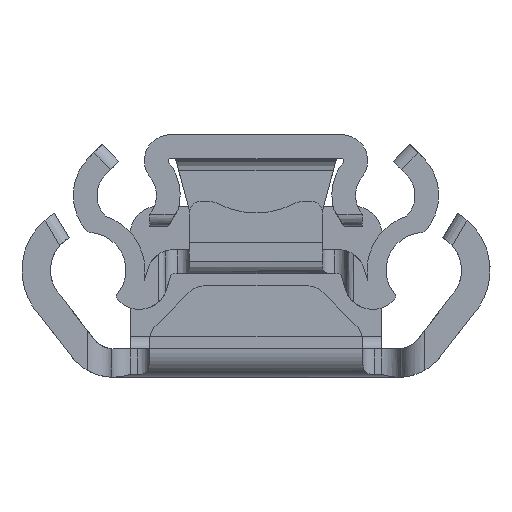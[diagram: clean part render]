
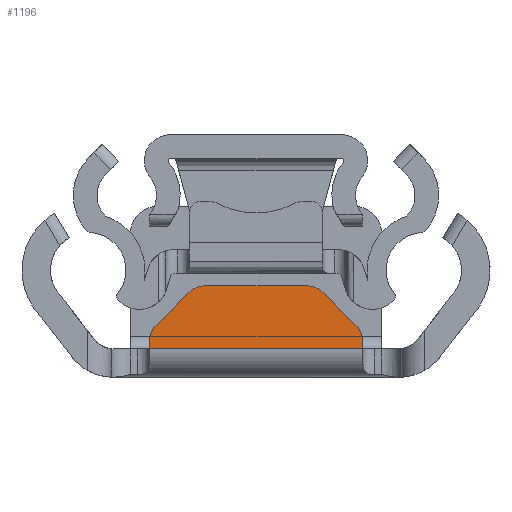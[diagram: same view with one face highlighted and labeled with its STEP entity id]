
A CAD part, left-side view. The second image highlights one B-rep face of the part: STEP entity #1196.
In plain terms, the highlighted planar face has unit normal (-1, 0, 0).
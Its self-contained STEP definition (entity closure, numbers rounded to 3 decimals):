
#14 = LINE ( 'NONE', #1194, #2978 ) ;
#62 = LINE ( 'NONE', #4857, #4924 ) ;
#208 = EDGE_CURVE ( 'NONE', #1598, #6518, #14, .T. ) ;
#219 = CARTESIAN_POINT ( 'NONE',  ( 1.3, 4.5, 1.2 ) ) ;
#430 = CIRCLE ( 'NONE', #7698, 1. ) ;
#523 = DIRECTION ( 'NONE',  ( 0., 0., 1. ) ) ;
#584 = CARTESIAN_POINT ( 'NONE',  ( 1.3, 4.5, 1.468 ) ) ;
#620 = CIRCLE ( 'NONE', #1523, 1. ) ;
#733 = CARTESIAN_POINT ( 'NONE',  ( 1.3, -4.207, 2.175 ) ) ;
#737 = DIRECTION ( 'NONE',  ( -1., 0., 0. ) ) ;
#896 = FACE_OUTER_BOUND ( 'NONE', #3355, .T. ) ;
#994 = CARTESIAN_POINT ( 'NONE',  ( 1.3, 2.825, 3.557 ) ) ;
#1129 = CARTESIAN_POINT ( 'NONE',  ( 1.3, -2.825, 3.557 ) ) ;
#1194 = CARTESIAN_POINT ( 'NONE',  ( 1.3, 0., 3.85 ) ) ;
#1196 = ADVANCED_FACE ( 'NONE', ( #896 ), #3760, .T. ) ;
#1234 = DIRECTION ( 'NONE',  ( 0., -1., 0. ) ) ;
#1235 = CARTESIAN_POINT ( 'NONE',  ( 1.3, -2.118, 3.85 ) ) ;
#1255 = ORIENTED_EDGE ( 'NONE', *, *, #1557, .T. ) ;
#1316 = CARTESIAN_POINT ( 'NONE',  ( 1.3, 4.5, -0.3 ) ) ;
#1442 = CARTESIAN_POINT ( 'NONE',  ( 1.3, 3.191, 3.191 ) ) ;
#1474 = ORIENTED_EDGE ( 'NONE', *, *, #7295, .T. ) ;
#1494 = CIRCLE ( 'NONE', #5015, 1. ) ;
#1523 = AXIS2_PLACEMENT_3D ( 'NONE', #6825, #6203, #7409 ) ;
#1557 = EDGE_CURVE ( 'NONE', #6518, #6312, #1494, .T. ) ;
#1598 = VERTEX_POINT ( 'NONE', #1235 ) ;
#1678 = EDGE_CURVE ( 'NONE', #6312, #2231, #3793, .T. ) ;
#1710 = VERTEX_POINT ( 'NONE', #219 ) ;
#1888 = ORIENTED_EDGE ( 'NONE', *, *, #3079, .T. ) ;
#2123 = VECTOR ( 'NONE', #6201, 1000. ) ;
#2231 = VERTEX_POINT ( 'NONE', #6456 ) ;
#2315 = DIRECTION ( 'NONE',  ( 0., 0., 1. ) ) ;
#2363 = CARTESIAN_POINT ( 'NONE',  ( 1.3, -4.5, 1.2 ) ) ;
#2978 = VECTOR ( 'NONE', #3107, 1000. ) ;
#3079 = EDGE_CURVE ( 'NONE', #5158, #5901, #4031, .T. ) ;
#3107 = DIRECTION ( 'NONE',  ( 0., 1., 0. ) ) ;
#3345 = CARTESIAN_POINT ( 'NONE',  ( 1.3, -4.5, 1.468 ) ) ;
#3355 = EDGE_LOOP ( 'NONE', ( #6614, #4884, #4299, #1888, #3582, #4519, #6594, #1255, #6363, #1474 ) ) ;
#3576 = CARTESIAN_POINT ( 'NONE',  ( 1.3, 2.118, 3.85 ) ) ;
#3582 = ORIENTED_EDGE ( 'NONE', *, *, #6921, .F. ) ;
#3631 = EDGE_CURVE ( 'NONE', #5633, #1598, #620, .T. ) ;
#3760 = PLANE ( 'NONE',  #5384 ) ;
#3793 = LINE ( 'NONE', #1442, #2123 ) ;
#4031 = CIRCLE ( 'NONE', #5410, 1. ) ;
#4277 = VERTEX_POINT ( 'NONE', #2363 ) ;
#4299 = ORIENTED_EDGE ( 'NONE', *, *, #6553, .T. ) ;
#4519 = ORIENTED_EDGE ( 'NONE', *, *, #3631, .T. ) ;
#4679 = EDGE_CURVE ( 'NONE', #1710, #7113, #6076, .T. ) ;
#4733 = CARTESIAN_POINT ( 'NONE',  ( 1.3, -4.5, -0.3 ) ) ;
#4857 = CARTESIAN_POINT ( 'NONE',  ( 1.3, -4.5, 1.2 ) ) ;
#4859 = DIRECTION ( 'NONE',  ( -1., 0., 0. ) ) ;
#4884 = ORIENTED_EDGE ( 'NONE', *, *, #6171, .T. ) ;
#4924 = VECTOR ( 'NONE', #1234, 1000. ) ;
#5015 = AXIS2_PLACEMENT_3D ( 'NONE', #6037, #4859, #2315 ) ;
#5140 = DIRECTION ( 'NONE',  ( 0., 0., 1. ) ) ;
#5158 = VERTEX_POINT ( 'NONE', #3345 ) ;
#5183 = CARTESIAN_POINT ( 'NONE',  ( 1.3, 3.5, 1.468 ) ) ;
#5384 = AXIS2_PLACEMENT_3D ( 'NONE', #7456, #737, #6710 ) ;
#5387 = CARTESIAN_POINT ( 'NONE',  ( 1.3, -3.5, 1.468 ) ) ;
#5410 = AXIS2_PLACEMENT_3D ( 'NONE', #5387, #7109, #6565 ) ;
#5436 = VECTOR ( 'NONE', #523, 1000. ) ;
#5633 = VERTEX_POINT ( 'NONE', #1129 ) ;
#5727 = DIRECTION ( 'NONE',  ( -1., 0., 0. ) ) ;
#5857 = CARTESIAN_POINT ( 'NONE',  ( 1.3, -3.191, 3.191 ) ) ;
#5901 = VERTEX_POINT ( 'NONE', #733 ) ;
#5904 = LINE ( 'NONE', #4733, #5436 ) ;
#5932 = LINE ( 'NONE', #5857, #7186 ) ;
#6034 = VECTOR ( 'NONE', #7361, 1000. ) ;
#6037 = CARTESIAN_POINT ( 'NONE',  ( 1.3, 2.118, 2.85 ) ) ;
#6076 = LINE ( 'NONE', #1316, #6034 ) ;
#6171 = EDGE_CURVE ( 'NONE', #1710, #4277, #62, .T. ) ;
#6201 = DIRECTION ( 'NONE',  ( 0., 0.707, -0.707 ) ) ;
#6203 = DIRECTION ( 'NONE',  ( -1., 0., 0. ) ) ;
#6312 = VERTEX_POINT ( 'NONE', #994 ) ;
#6363 = ORIENTED_EDGE ( 'NONE', *, *, #1678, .T. ) ;
#6456 = CARTESIAN_POINT ( 'NONE',  ( 1.3, 4.207, 2.175 ) ) ;
#6518 = VERTEX_POINT ( 'NONE', #3576 ) ;
#6553 = EDGE_CURVE ( 'NONE', #4277, #5158, #5904, .T. ) ;
#6565 = DIRECTION ( 'NONE',  ( 0., 0., 1. ) ) ;
#6594 = ORIENTED_EDGE ( 'NONE', *, *, #208, .T. ) ;
#6614 = ORIENTED_EDGE ( 'NONE', *, *, #4679, .F. ) ;
#6710 = DIRECTION ( 'NONE',  ( 0., 0., 1. ) ) ;
#6825 = CARTESIAN_POINT ( 'NONE',  ( 1.3, -2.118, 2.85 ) ) ;
#6921 = EDGE_CURVE ( 'NONE', #5633, #5901, #5932, .T. ) ;
#6994 = DIRECTION ( 'NONE',  ( 0., -0.707, -0.707 ) ) ;
#7109 = DIRECTION ( 'NONE',  ( -1., 0., 0. ) ) ;
#7113 = VERTEX_POINT ( 'NONE', #584 ) ;
#7186 = VECTOR ( 'NONE', #6994, 1000. ) ;
#7295 = EDGE_CURVE ( 'NONE', #2231, #7113, #430, .T. ) ;
#7361 = DIRECTION ( 'NONE',  ( 0., 0., 1. ) ) ;
#7409 = DIRECTION ( 'NONE',  ( 0., 0., 1. ) ) ;
#7456 = CARTESIAN_POINT ( 'NONE',  ( 1.3, 0., -0.3 ) ) ;
#7698 = AXIS2_PLACEMENT_3D ( 'NONE', #5183, #5727, #5140 ) ;
